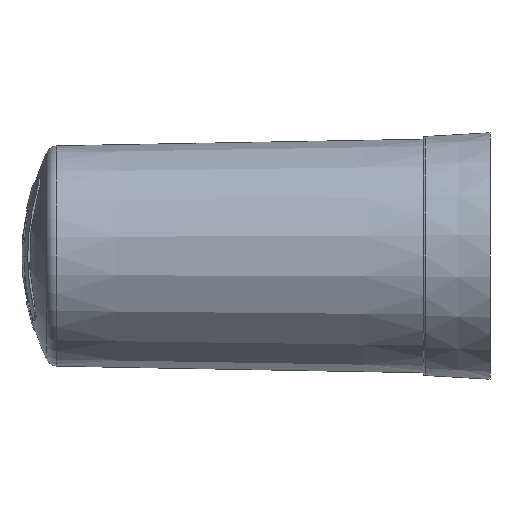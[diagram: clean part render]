
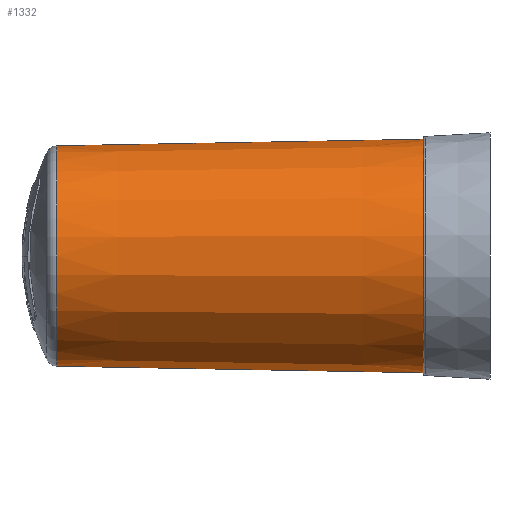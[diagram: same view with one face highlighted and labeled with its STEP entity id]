
A CAD part, front view. The second image highlights one B-rep face of the part: STEP entity #1332.
In plain terms, the highlighted conical face has half-angle 1.025 degrees and reference radius 17.234 mm.
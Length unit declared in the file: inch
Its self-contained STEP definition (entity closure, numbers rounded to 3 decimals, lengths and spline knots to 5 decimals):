
#14 = ORIENTED_EDGE ( 'NONE', *, *, #2127, .F. ) ;
#16 = ORIENTED_EDGE ( 'NONE', *, *, #1573, .F. ) ;
#390 = EDGE_LOOP ( 'NONE', ( #14, #16, #1519, #1517 ) ) ;
#474 = VERTEX_POINT ( 'NONE', #3568 ) ;
#478 = VERTEX_POINT ( 'NONE', #3570 ) ;
#480 = VERTEX_POINT ( 'NONE', #3608 ) ;
#804 = AXIS2_PLACEMENT_3D ( 'NONE', #5154, #5077, #5145 ) ;
#899 = AXIS2_PLACEMENT_3D ( 'NONE', #5463, #5460, #5461 ) ;
#900 = AXIS2_PLACEMENT_3D ( 'NONE', #5246, #5250, #5249 ) ;
#1332 = ADVANCED_FACE ( 'NONE', ( #2405 ), #3843, .T. ) ;
#1517 = ORIENTED_EDGE ( 'NONE', *, *, #1574, .T. ) ;
#1519 = ORIENTED_EDGE ( 'NONE', *, *, #2107, .T. ) ;
#1573 = EDGE_CURVE ( 'NONE', #474, #1753, #1863, .T. ) ;
#1574 = EDGE_CURVE ( 'NONE', #478, #480, #1865, .T. ) ;
#1753 = VERTEX_POINT ( 'NONE', #5258 ) ;
#1863 = CIRCLE ( 'NONE', #899, 0.64035 ) ;
#1865 = CIRCLE ( 'NONE', #900, 0.6785 ) ;
#2107 = EDGE_CURVE ( 'NONE', #474, #478, #2665, .T. ) ;
#2127 = EDGE_CURVE ( 'NONE', #1753, #480, #2690, .T. ) ;
#2405 = FACE_OUTER_BOUND ( 'NONE', #390, .T. ) ;
#2665 = LINE ( 'NONE', #3145, #2670 ) ;
#2670 = VECTOR ( 'NONE', #3119, 39.37008 ) ;
#2690 = LINE ( 'NONE', #3514, #2692 ) ;
#2692 = VECTOR ( 'NONE', #3510, 39.37008 ) ;
#3119 = DIRECTION ( 'NONE',  ( 1., 0., -0.018 ) ) ;
#3145 = CARTESIAN_POINT ( 'NONE',  ( -0.387, 0., -0.6785 ) ) ;
#3510 = DIRECTION ( 'NONE',  ( 1., 0., 0.018 ) ) ;
#3514 = CARTESIAN_POINT ( 'NONE',  ( -0.387, 0., 0.6785 ) ) ;
#3568 = CARTESIAN_POINT ( 'NONE',  ( -2.51806, 0., -0.64035 ) ) ;
#3570 = CARTESIAN_POINT ( 'NONE',  ( -0.387, 0., -0.6785 ) ) ;
#3608 = CARTESIAN_POINT ( 'NONE',  ( -0.387, 0., 0.6785 ) ) ;
#3843 = CONICAL_SURFACE ( 'NONE', #804, 0.6785, 0.018 ) ;
#5077 = DIRECTION ( 'NONE',  ( 1., 0., 0. ) ) ;
#5145 = DIRECTION ( 'NONE',  ( 0., 0., -1. ) ) ;
#5154 = CARTESIAN_POINT ( 'NONE',  ( -0.387, 0., 0. ) ) ;
#5246 = CARTESIAN_POINT ( 'NONE',  ( -0.387, 0., 0. ) ) ;
#5249 = DIRECTION ( 'NONE',  ( 0., 0., 1. ) ) ;
#5250 = DIRECTION ( 'NONE',  ( -1., 0., 0. ) ) ;
#5258 = CARTESIAN_POINT ( 'NONE',  ( -2.51806, 0., 0.64035 ) ) ;
#5460 = DIRECTION ( 'NONE',  ( -1., 0., 0. ) ) ;
#5461 = DIRECTION ( 'NONE',  ( 0., 0., 1. ) ) ;
#5463 = CARTESIAN_POINT ( 'NONE',  ( -2.51806, 0., 0. ) ) ;
